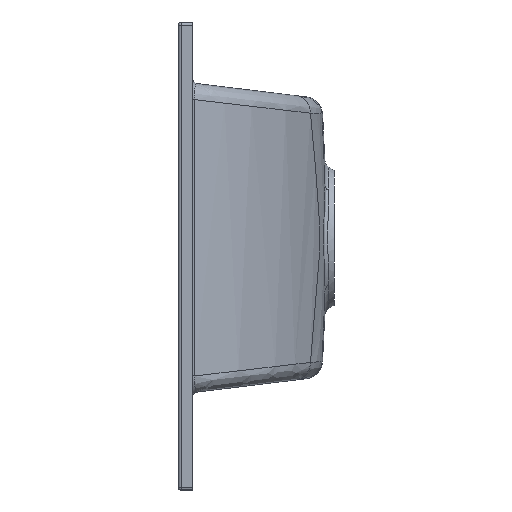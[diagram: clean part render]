
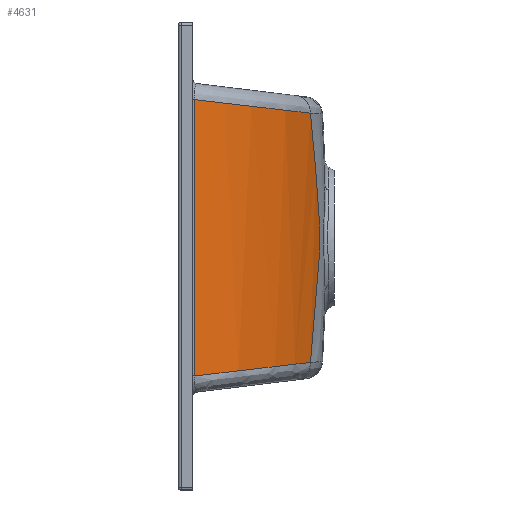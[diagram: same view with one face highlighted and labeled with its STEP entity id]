
A CAD part, left-side view. The second image highlights one B-rep face of the part: STEP entity #4631.
In plain terms, the highlighted cylindrical face has radius 370.87 mm (diameter 741.741 mm), a partial arc.
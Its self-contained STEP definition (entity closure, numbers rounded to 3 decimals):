
#126 = CARTESIAN_POINT ( 'NONE',  ( -283.883, -15.783, 132.875 ) ) ;
#130 = EDGE_LOOP ( 'NONE', ( #929, #457, #845, #4297 ) ) ;
#234 = DIRECTION ( 'NONE',  ( 0., 0., 1. ) ) ;
#292 = CARTESIAN_POINT ( 'NONE',  ( -95.794, -135.415, -27.243 ) ) ;
#314 = CARTESIAN_POINT ( 'NONE',  ( -93.647, -135.982, 16.392 ) ) ;
#327 = VERTEX_POINT ( 'NONE', #2574 ) ;
#341 = CARTESIAN_POINT ( 'NONE',  ( -111.97, -130.697, 84.598 ) ) ;
#457 = ORIENTED_EDGE ( 'NONE', *, *, #2343, .T. ) ;
#500 = B_SPLINE_CURVE_WITH_KNOTS ( 'NONE', 3,
 ( #1820, #3378, #4854, #1439, #2994, #4504, #1061, #2604, #4155, #686, #2223, #3783, #292, #1840, #3400, #4875, #1459, #3016, #4524, #1086, #2631, #4174, #703, #2242, #3802, #314, #1861, #3420, #4898, #1486, #3041, #4548, #1110, #2655, #4194, #723, #2263, #3825, #341, #1888, #3445, #4920 ),
 .UNSPECIFIED., .F., .F.,
 ( 4, 2, 2, 2, 2, 2, 2, 2, 2, 2, 2, 2, 2, 2, 2, 2, 2, 2, 2, 2, 4 ),
 ( 0., 0.03, 0.046, 0.061, 0.076, 0.091, 0.099, 0.107, 0.114, 0.122, 0.126, 0.129, 0.137, 0.145, 0.152, 0.16, 0.168, 0.183, 0.198, 0.213, 0.244 ),
 .UNSPECIFIED. ) ;
#543 = CARTESIAN_POINT ( 'NONE',  ( -122.011, -127.356, -119.804 ) ) ;
#627 = FACE_OUTER_BOUND ( 'NONE', #130, .T. ) ;
#686 = CARTESIAN_POINT ( 'NONE',  ( -99.54, -134.395, -41.971 ) ) ;
#703 = CARTESIAN_POINT ( 'NONE',  ( -92.394, -136.307, 4.593 ) ) ;
#723 = CARTESIAN_POINT ( 'NONE',  ( -106.048, -132.518, 64.526 ) ) ;
#845 = ORIENTED_EDGE ( 'NONE', *, *, #4809, .T. ) ;
#928 = CARTESIAN_POINT ( 'NONE',  ( -283.883, -15.783, -132.875 ) ) ;
#929 = ORIENTED_EDGE ( 'NONE', *, *, #1441, .T. ) ;
#1061 = CARTESIAN_POINT ( 'NONE',  ( -106.574, -132.361, -66.303 ) ) ;
#1086 = CARTESIAN_POINT ( 'NONE',  ( -92.282, -136.336, -0.671 ) ) ;
#1110 = CARTESIAN_POINT ( 'NONE',  ( -99.531, -134.396, 41.893 ) ) ;
#1130 =( BOUNDED_CURVE ( )  B_SPLINE_CURVE ( 3, ( #4646, #1212, #2764, #4292 ),
 .UNSPECIFIED., .F., .T. ) 
 B_SPLINE_CURVE_WITH_KNOTS ( ( 4, 4 ),
 ( 3.477, 4.013 ),
 .UNSPECIFIED. ) 
 CURVE ( )  GEOMETRIC_REPRESENTATION_ITEM ( )  RATIONAL_B_SPLINE_CURVE ( ( 1., 0.976, 0.976, 1. ) ) 
 REPRESENTATION_ITEM ( '' )  );
#1212 = CARTESIAN_POINT ( 'NONE',  ( -185.407, -105.27, 122.391 ) ) ;
#1251 = VERTEX_POINT ( 'NONE', #3385 ) ;
#1319 = VECTOR ( 'NONE', #4943, 1000. ) ;
#1439 = CARTESIAN_POINT ( 'NONE',  ( -112.302, -130.591, -85.734 ) ) ;
#1441 = EDGE_CURVE ( 'NONE', #327, #2001, #1130, .T. ) ;
#1459 = CARTESIAN_POINT ( 'NONE',  ( -93.051, -136.137, -12.251 ) ) ;
#1486 = CARTESIAN_POINT ( 'NONE',  ( -96.872, -135.126, 31.771 ) ) ;
#1781 = DIRECTION ( 'NONE',  ( 1., 0., 0. ) ) ;
#1820 = CARTESIAN_POINT ( 'NONE',  ( -122.011, -127.356, -119.804 ) ) ;
#1840 = CARTESIAN_POINT ( 'NONE',  ( -94.727, -135.699, -22.285 ) ) ;
#1861 = CARTESIAN_POINT ( 'NONE',  ( -94.093, -135.866, 18.978 ) ) ;
#1888 = CARTESIAN_POINT ( 'NONE',  ( -116.354, -129.289, 99.665 ) ) ;
#1890 = CARTESIAN_POINT ( 'NONE',  ( -122.011, -127.356, -119.804 ) ) ;
#1910 = LINE ( 'NONE', #3468, #1319 ) ;
#2001 = VERTEX_POINT ( 'NONE', #126 ) ;
#2166 = CYLINDRICAL_SURFACE ( 'NONE', #3421, 370.87 ) ;
#2223 = CARTESIAN_POINT ( 'NONE',  ( -98.203, -134.764, -37.085 ) ) ;
#2242 = CARTESIAN_POINT ( 'NONE',  ( -92.645, -136.242, 8.546 ) ) ;
#2263 = CARTESIAN_POINT ( 'NONE',  ( -107.535, -132.071, 69.543 ) ) ;
#2294 =( BOUNDED_CURVE ( )  B_SPLINE_CURVE ( 3, ( #928, #2469, #4025, #543 ),
 .UNSPECIFIED., .F., .T. ) 
 B_SPLINE_CURVE_WITH_KNOTS ( ( 4, 4 ),
 ( 5.411, 5.948 ),
 .UNSPECIFIED. ) 
 CURVE ( )  GEOMETRIC_REPRESENTATION_ITEM ( )  RATIONAL_B_SPLINE_CURVE ( ( 1., 0.976, 0.976, 1. ) ) 
 REPRESENTATION_ITEM ( '' )  );
#2312 = VERTEX_POINT ( 'NONE', #1890 ) ;
#2343 = EDGE_CURVE ( 'NONE', #2001, #1251, #1910, .T. ) ;
#2469 = CARTESIAN_POINT ( 'NONE',  ( -240.683, -67.17, -126.855 ) ) ;
#2574 = CARTESIAN_POINT ( 'NONE',  ( -122.011, -127.356, 119.804 ) ) ;
#2578 = EDGE_CURVE ( 'NONE', #2312, #327, #500, .T. ) ;
#2604 = CARTESIAN_POINT ( 'NONE',  ( -103.716, -133.206, -56.583 ) ) ;
#2631 = CARTESIAN_POINT ( 'NONE',  ( -92.281, -136.336, 0.638 ) ) ;
#2655 = CARTESIAN_POINT ( 'NONE',  ( -101.64, -133.803, 49.454 ) ) ;
#2764 = CARTESIAN_POINT ( 'NONE',  ( -240.683, -67.17, 126.855 ) ) ;
#2994 = CARTESIAN_POINT ( 'NONE',  ( -110.876, -131.041, -80.875 ) ) ;
#3016 = CARTESIAN_POINT ( 'NONE',  ( -92.533, -136.271, -7.15 ) ) ;
#3041 = CARTESIAN_POINT ( 'NONE',  ( -97.513, -134.952, 34.307 ) ) ;
#3378 = CARTESIAN_POINT ( 'NONE',  ( -119.311, -128.296, -110.053 ) ) ;
#3385 = CARTESIAN_POINT ( 'NONE',  ( -283.883, -15.783, -132.875 ) ) ;
#3400 = CARTESIAN_POINT ( 'NONE',  ( -94.24, -135.827, -19.794 ) ) ;
#3420 = CARTESIAN_POINT ( 'NONE',  ( -95.103, -135.599, 24.121 ) ) ;
#3421 = AXIS2_PLACEMENT_3D ( 'NONE', #3728, #234, #1781 ) ;
#3445 = CARTESIAN_POINT ( 'NONE',  ( -119.22, -128.328, 109.724 ) ) ;
#3468 = CARTESIAN_POINT ( 'NONE',  ( -283.883, -15.783, -137.5 ) ) ;
#3728 = CARTESIAN_POINT ( 'NONE',  ( 0., 222.87, -137.5 ) ) ;
#3783 = CARTESIAN_POINT ( 'NONE',  ( -96.373, -135.26, -29.709 ) ) ;
#3802 = CARTESIAN_POINT ( 'NONE',  ( -92.922, -136.171, 11.177 ) ) ;
#3825 = CARTESIAN_POINT ( 'NONE',  ( -110.495, -131.161, 79.579 ) ) ;
#4025 = CARTESIAN_POINT ( 'NONE',  ( -185.407, -105.27, -122.391 ) ) ;
#4155 = CARTESIAN_POINT ( 'NONE',  ( -102.295, -133.616, -51.721 ) ) ;
#4174 = CARTESIAN_POINT ( 'NONE',  ( -92.337, -136.321, 3.27 ) ) ;
#4194 = CARTESIAN_POINT ( 'NONE',  ( -103.102, -133.384, 54.481 ) ) ;
#4292 = CARTESIAN_POINT ( 'NONE',  ( -283.883, -15.783, 132.875 ) ) ;
#4297 = ORIENTED_EDGE ( 'NONE', *, *, #2578, .T. ) ;
#4504 = CARTESIAN_POINT ( 'NONE',  ( -108.013, -131.926, -71.16 ) ) ;
#4524 = CARTESIAN_POINT ( 'NONE',  ( -92.366, -136.314, -4.576 ) ) ;
#4548 = CARTESIAN_POINT ( 'NONE',  ( -98.842, -134.587, 39.368 ) ) ;
#4631 = ADVANCED_FACE ( 'NONE', ( #627 ), #2166, .T. ) ;
#4646 = CARTESIAN_POINT ( 'NONE',  ( -122.011, -127.356, 119.804 ) ) ;
#4809 = EDGE_CURVE ( 'NONE', #1251, #2312, #2294, .T. ) ;
#4854 = CARTESIAN_POINT ( 'NONE',  ( -116.54, -129.226, -100.318 ) ) ;
#4875 = CARTESIAN_POINT ( 'NONE',  ( -93.402, -136.046, -14.777 ) ) ;
#4898 = CARTESIAN_POINT ( 'NONE',  ( -95.667, -135.449, 26.677 ) ) ;
#4920 = CARTESIAN_POINT ( 'NONE',  ( -122.011, -127.356, 119.804 ) ) ;
#4943 = DIRECTION ( 'NONE',  ( 0., 0., -1. ) ) ;
